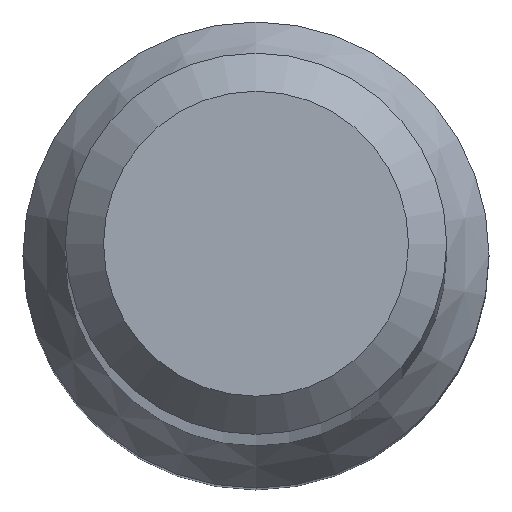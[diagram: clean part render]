
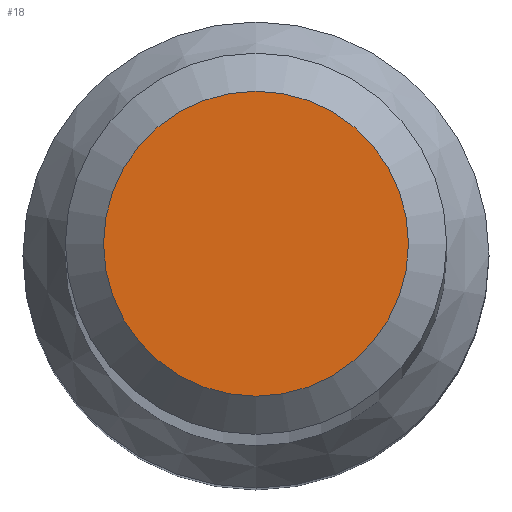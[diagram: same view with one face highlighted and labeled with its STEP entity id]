
A CAD part, top view. The second image highlights one B-rep face of the part: STEP entity #18.
In plain terms, the highlighted planar face has unit normal (0, 0, 1).
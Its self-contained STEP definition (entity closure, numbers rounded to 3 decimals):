
#4 = DIRECTION ( 'NONE',  ( 0., 0., -1. ) ) ;
#18 = ADVANCED_FACE ( 'NONE', ( #211 ), #43, .F. ) ;
#43 = PLANE ( 'NONE',  #51 ) ;
#51 = AXIS2_PLACEMENT_3D ( 'NONE', #99, #102, #173 ) ;
#59 = CIRCLE ( 'NONE', #98, 1.6 ) ;
#60 = DIRECTION ( 'NONE',  ( 0., 1., 0. ) ) ;
#76 = EDGE_LOOP ( 'NONE', ( #209 ) ) ;
#86 = EDGE_CURVE ( 'NONE', #225, #225, #59, .T. ) ;
#98 = AXIS2_PLACEMENT_3D ( 'NONE', #146, #4, #60 ) ;
#99 = CARTESIAN_POINT ( 'NONE',  ( 0., 0., 80. ) ) ;
#102 = DIRECTION ( 'NONE',  ( 0., 0., -1. ) ) ;
#109 = CARTESIAN_POINT ( 'NONE',  ( 0., 1.6, 80. ) ) ;
#146 = CARTESIAN_POINT ( 'NONE',  ( 0., 0., 80. ) ) ;
#173 = DIRECTION ( 'NONE',  ( 0., 1., 0. ) ) ;
#209 = ORIENTED_EDGE ( 'NONE', *, *, #86, .F. ) ;
#211 = FACE_OUTER_BOUND ( 'NONE', #76, .T. ) ;
#225 = VERTEX_POINT ( 'NONE', #109 ) ;
